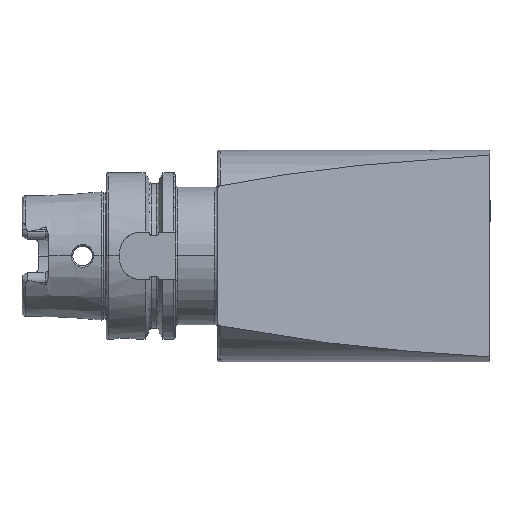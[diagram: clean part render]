
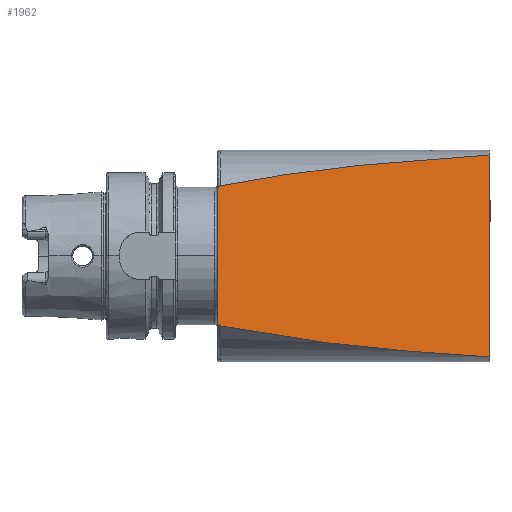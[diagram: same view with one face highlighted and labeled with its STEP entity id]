
A CAD part, top view. The second image highlights one B-rep face of the part: STEP entity #1962.
In plain terms, the highlighted planar face has unit normal (0.174, 0, 0.985).
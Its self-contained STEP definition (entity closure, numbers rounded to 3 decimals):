
#137 = CARTESIAN_POINT ( 'NONE',  ( 42., 24.905, 30.162 ) ) ;
#191 = CARTESIAN_POINT ( 'NONE',  ( 43., 26.474, 29.985 ) ) ;
#691 = DIRECTION ( 'NONE',  ( 0., -1., 0. ) ) ;
#845 = CARTESIAN_POINT ( 'NONE',  ( 42., -24.903, 30.162 ) ) ;
#943 = CARTESIAN_POINT ( 'NONE',  ( 43., -26.474, 29.985 ) ) ;
#947 = EDGE_CURVE ( 'NONE', #11509, #7543, #9239, .T. ) ;
#957 = CARTESIAN_POINT ( 'NONE',  ( 145., -38.158, 12. ) ) ;
#1022 = ORIENTED_EDGE ( 'NONE', *, *, #1528, .T. ) ;
#1143 = EDGE_CURVE ( 'NONE', #8444, #11509, #9117, .T. ) ;
#1180 = CARTESIAN_POINT ( 'NONE',  ( 42.476, 26.148, 30.078 ) ) ;
#1285 = ORIENTED_EDGE ( 'NONE', *, *, #1143, .T. ) ;
#1528 = EDGE_CURVE ( 'NONE', #5905, #5343, #9243, .T. ) ;
#1962 = ADVANCED_FACE ( 'NONE', ( #5498 ), #12428, .F. ) ;
#2145 = CARTESIAN_POINT ( 'NONE',  ( 145., -40., 12. ) ) ;
#2171 = AXIS2_PLACEMENT_3D ( 'NONE', #2807, #14669, #7511 ) ;
#2333 = CARTESIAN_POINT ( 'NONE',  ( 42.822, 26.439, 30.017 ) ) ;
#2458 = CARTESIAN_POINT ( 'NONE',  ( 145., 38.158, 12. ) ) ;
#2754 = CARTESIAN_POINT ( 'NONE',  ( 42., 24.724, 30.162 ) ) ;
#2807 = CARTESIAN_POINT ( 'NONE',  ( 145., -40., 12. ) ) ;
#3045 = CARTESIAN_POINT ( 'NONE',  ( 42.019, -25.085, 30.158 ) ) ;
#3275 = ORIENTED_EDGE ( 'NONE', *, *, #4414, .T. ) ;
#3362 = CARTESIAN_POINT ( 'NONE',  ( 42.827, -26.422, 30.016 ) ) ;
#3428 = VECTOR ( 'NONE', #9347, 1000. ) ;
#4289 = CARTESIAN_POINT ( 'NONE',  ( 43., 26.474, 29.985 ) ) ;
#4414 = EDGE_CURVE ( 'NONE', #5343, #8444, #13067, .T. ) ;
#4556 = CARTESIAN_POINT ( 'NONE',  ( 70.505, -31.967, 25.135 ) ) ;
#4608 = CARTESIAN_POINT ( 'NONE',  ( 43., -26.474, 29.985 ) ) ;
#4852 = CARTESIAN_POINT ( 'NONE',  ( 42.096, 25.435, 30.145 ) ) ;
#4897 = CARTESIAN_POINT ( 'NONE',  ( 42.153, 25.609, 30.135 ) ) ;
#4953 = CARTESIAN_POINT ( 'NONE',  ( 42.316, 25.929, 30.106 ) ) ;
#4959 = CARTESIAN_POINT ( 'NONE',  ( 42., -24.724, 30.162 ) ) ;
#5343 = VERTEX_POINT ( 'NONE', #2458 ) ;
#5497 = CARTESIAN_POINT ( 'NONE',  ( 42.152, -25.606, 30.135 ) ) ;
#5498 = FACE_OUTER_BOUND ( 'NONE', #14313, .T. ) ;
#5585 = VERTEX_POINT ( 'NONE', #5684 ) ;
#5637 = CARTESIAN_POINT ( 'NONE',  ( 70.505, 31.967, 25.135 ) ) ;
#5684 = CARTESIAN_POINT ( 'NONE',  ( 43., -26.474, 29.985 ) ) ;
#5687 = CARTESIAN_POINT ( 'NONE',  ( 43., 26.474, 29.985 ) ) ;
#5905 = VERTEX_POINT ( 'NONE', #7643 ) ;
#6150 = ORIENTED_EDGE ( 'NONE', *, *, #12618, .T. ) ;
#7313 = CARTESIAN_POINT ( 'NONE',  ( 42.418, 26.077, 30.088 ) ) ;
#7511 = DIRECTION ( 'NONE',  ( -0.985, 0., 0.174 ) ) ;
#7543 = VERTEX_POINT ( 'NONE', #4959 ) ;
#7643 = CARTESIAN_POINT ( 'NONE',  ( 145., -38.158, 12. ) ) ;
#7953 = CARTESIAN_POINT ( 'NONE',  ( 42.41, -26.083, 30.089 ) ) ;
#8416 = EDGE_CURVE ( 'NONE', #5585, #5905, #13767, .T. ) ;
#8444 = VERTEX_POINT ( 'NONE', #4289 ) ;
#8665 = ORIENTED_EDGE ( 'NONE', *, *, #8416, .T. ) ;
#8777 = B_SPLINE_CURVE_WITH_KNOTS ( 'NONE', 3,
 ( #15113, #845, #3045, #11453, #5497, #13864, #7953, #12865, #11804, #3362, #14113, #943 ),
 .UNSPECIFIED., .F., .F.,
 ( 4, 2, 2, 2, 2, 4 ),
 ( 0.002, 0.002, 0.003, 0.004, 0.004, 0.004 ),
 .UNSPECIFIED. ) ;
#9117 = B_SPLINE_CURVE_WITH_KNOTS ( 'NONE', 3,
 ( #191, #2333, #13154, #1180, #7313, #4953, #14372, #4897, #4852, #14413, #137, #9651 ),
 .UNSPECIFIED., .F., .F.,
 ( 4, 2, 2, 2, 2, 4 ),
 ( 0., 0.001, 0.001, 0.001, 0.002, 0.002 ),
 .UNSPECIFIED. ) ;
#9239 = LINE ( 'NONE', #10097, #12810 ) ;
#9243 = LINE ( 'NONE', #2145, #3428 ) ;
#9339 = CARTESIAN_POINT ( 'NONE',  ( 145., 38.158, 12. ) ) ;
#9347 = DIRECTION ( 'NONE',  ( 0., 1., 0. ) ) ;
#9446 = ORIENTED_EDGE ( 'NONE', *, *, #947, .T. ) ;
#9651 = CARTESIAN_POINT ( 'NONE',  ( 42., 24.724, 30.162 ) ) ;
#10097 = CARTESIAN_POINT ( 'NONE',  ( 42., 0., 30.162 ) ) ;
#11453 = CARTESIAN_POINT ( 'NONE',  ( 42.096, -25.436, 30.145 ) ) ;
#11509 = VERTEX_POINT ( 'NONE', #2754 ) ;
#11804 = CARTESIAN_POINT ( 'NONE',  ( 42.673, -26.33, 30.043 ) ) ;
#12428 = PLANE ( 'NONE',  #2171 ) ;
#12618 = EDGE_CURVE ( 'NONE', #7543, #5585, #8777, .T. ) ;
#12810 = VECTOR ( 'NONE', #691, 1000. ) ;
#12865 = CARTESIAN_POINT ( 'NONE',  ( 42.603, -26.274, 30.055 ) ) ;
#13067 =( BOUNDED_CURVE ( )  B_SPLINE_CURVE ( 3, ( #9339, #14070, #5637, #5687 ),
 .UNSPECIFIED., .F., .T. ) 
 B_SPLINE_CURVE_WITH_KNOTS ( ( 4, 4 ),
 ( 1.875, 2.418 ),
 .UNSPECIFIED. ) 
 CURVE ( )  GEOMETRIC_REPRESENTATION_ITEM ( )  RATIONAL_B_SPLINE_CURVE ( ( 1., 0.976, 0.976, 1. ) ) 
 REPRESENTATION_ITEM ( '' )  );
#13154 = CARTESIAN_POINT ( 'NONE',  ( 42.667, 26.337, 30.044 ) ) ;
#13767 =( BOUNDED_CURVE ( )  B_SPLINE_CURVE ( 3, ( #4608, #4556, #14130, #957 ),
 .UNSPECIFIED., .F., .F. ) 
 B_SPLINE_CURVE_WITH_KNOTS ( ( 4, 4 ),
 ( 3.865, 4.408 ),
 .UNSPECIFIED. ) 
 CURVE ( )  GEOMETRIC_REPRESENTATION_ITEM ( )  RATIONAL_B_SPLINE_CURVE ( ( 1., 0.976, 0.976, 1. ) ) 
 REPRESENTATION_ITEM ( '' )  );
#13864 = CARTESIAN_POINT ( 'NONE',  ( 42.31, -25.93, 30.107 ) ) ;
#14070 = CARTESIAN_POINT ( 'NONE',  ( 105.356, 35.959, 18.99 ) ) ;
#14113 = CARTESIAN_POINT ( 'NONE',  ( 42.911, -26.456, 30.001 ) ) ;
#14130 = CARTESIAN_POINT ( 'NONE',  ( 105.356, -35.959, 18.99 ) ) ;
#14313 = EDGE_LOOP ( 'NONE', ( #3275, #1285, #9446, #6150, #8665, #1022 ) ) ;
#14372 = CARTESIAN_POINT ( 'NONE',  ( 42.272, 25.851, 30.114 ) ) ;
#14413 = CARTESIAN_POINT ( 'NONE',  ( 42.019, 25.085, 30.158 ) ) ;
#14669 = DIRECTION ( 'NONE',  ( -0.174, 0., -0.985 ) ) ;
#15113 = CARTESIAN_POINT ( 'NONE',  ( 42., -24.724, 30.162 ) ) ;
